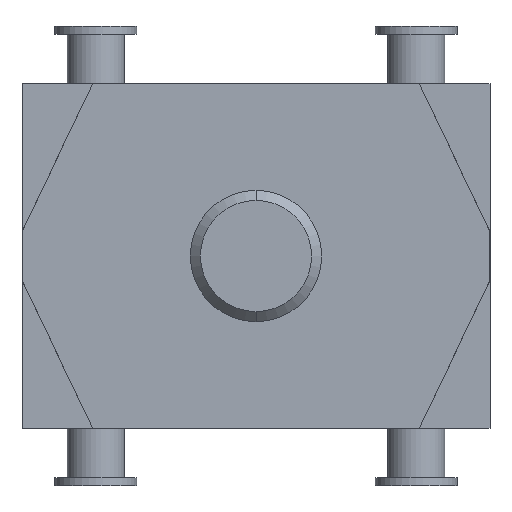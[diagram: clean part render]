
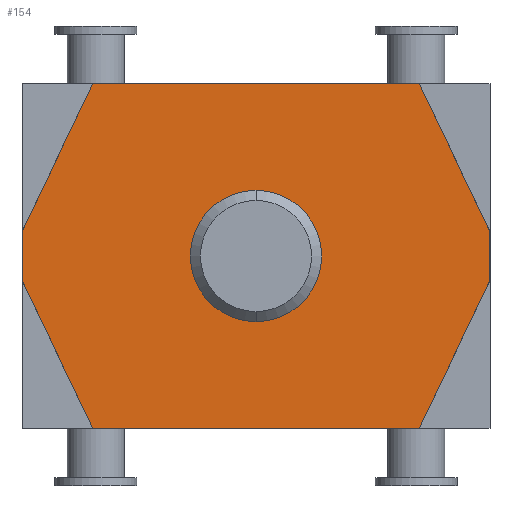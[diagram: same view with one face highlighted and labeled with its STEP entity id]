
A CAD part, front view. The second image highlights one B-rep face of the part: STEP entity #154.
In plain terms, the highlighted planar face has unit normal (0, -1, 0).
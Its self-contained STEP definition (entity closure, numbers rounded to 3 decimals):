
#154 = ADVANCED_FACE( '', ( #337, #338 ), #339, .F. );
#337 = FACE_BOUND( '', #547, .T. );
#338 = FACE_OUTER_BOUND( '', #548, .T. );
#339 = PLANE( '', #549 );
#547 = EDGE_LOOP( '', ( #1153, #1154 ) );
#548 = EDGE_LOOP( '', ( #1155, #1156, #1157, #1158, #1159, #1160, #1161, #1162 ) );
#549 = AXIS2_PLACEMENT_3D( '', #1163, #1164, #1165 );
#1153 = ORIENTED_EDGE( '', *, *, #1382, .T. );
#1154 = ORIENTED_EDGE( '', *, *, #1381, .T. );
#1155 = ORIENTED_EDGE( '', *, *, #1498, .F. );
#1156 = ORIENTED_EDGE( '', *, *, #1531, .F. );
#1157 = ORIENTED_EDGE( '', *, *, #1528, .F. );
#1158 = ORIENTED_EDGE( '', *, *, #1525, .F. );
#1159 = ORIENTED_EDGE( '', *, *, #1522, .F. );
#1160 = ORIENTED_EDGE( '', *, *, #1482, .F. );
#1161 = ORIENTED_EDGE( '', *, *, #1487, .F. );
#1162 = ORIENTED_EDGE( '', *, *, #1474, .F. );
#1163 = CARTESIAN_POINT( '', ( 0., -9., 0. ) );
#1164 = DIRECTION( '', ( 0., 1., 0. ) );
#1165 = DIRECTION( '', ( 0., 0., 1. ) );
#1381 = EDGE_CURVE( '', #1650, #1652, #1654, .T. );
#1382 = EDGE_CURVE( '', #1652, #1650, #1655, .T. );
#1474 = EDGE_CURVE( '', #1798, #1800, #1801, .T. );
#1482 = EDGE_CURVE( '', #1814, #1816, #1817, .T. );
#1487 = EDGE_CURVE( '', #1800, #1814, #1823, .T. );
#1498 = EDGE_CURVE( '', #1840, #1798, #1842, .T. );
#1522 = EDGE_CURVE( '', #1816, #1880, #1881, .T. );
#1525 = EDGE_CURVE( '', #1880, #1885, #1886, .T. );
#1528 = EDGE_CURVE( '', #1885, #1890, #1891, .T. );
#1531 = EDGE_CURVE( '', #1890, #1840, #1894, .T. );
#1650 = VERTEX_POINT( '', #2048 );
#1652 = VERTEX_POINT( '', #2051 );
#1654 = CIRCLE( '', #2054, 8. );
#1655 = CIRCLE( '', #2055, 8. );
#1798 = VERTEX_POINT( '', #2262 );
#1800 = VERTEX_POINT( '', #2265 );
#1801 = LINE( '', #2266, #2267 );
#1814 = VERTEX_POINT( '', #2286 );
#1816 = VERTEX_POINT( '', #2289 );
#1817 = LINE( '', #2290, #2291 );
#1823 = LINE( '', #2301, #2302 );
#1840 = VERTEX_POINT( '', #2328 );
#1842 = LINE( '', #2331, #2332 );
#1880 = VERTEX_POINT( '', #2393 );
#1881 = LINE( '', #2394, #2395 );
#1885 = VERTEX_POINT( '', #2401 );
#1886 = LINE( '', #2402, #2403 );
#1890 = VERTEX_POINT( '', #2409 );
#1891 = LINE( '', #2410, #2411 );
#1894 = LINE( '', #2416, #2417 );
#2048 = CARTESIAN_POINT( '', ( 0., -9., -8. ) );
#2051 = CARTESIAN_POINT( '', ( 0., -9., 8. ) );
#2054 = AXIS2_PLACEMENT_3D( '', #2588, #2589, #2590 );
#2055 = AXIS2_PLACEMENT_3D( '', #2591, #2592, #2593 );
#2262 = CARTESIAN_POINT( '', ( 19.865, -9., 20.99 ) );
#2265 = CARTESIAN_POINT( '', ( 28.49, -9., 3. ) );
#2266 = CARTESIAN_POINT( '', ( 19.865, -9., 20.99 ) );
#2267 = VECTOR( '', #2737, 1. );
#2286 = CARTESIAN_POINT( '', ( 28.49, -9., -3. ) );
#2289 = CARTESIAN_POINT( '', ( 19.865, -9., -20.99 ) );
#2290 = CARTESIAN_POINT( '', ( 28.49, -9., -3. ) );
#2291 = VECTOR( '', #2745, 1. );
#2301 = CARTESIAN_POINT( '', ( 28.49, -9., 3. ) );
#2302 = VECTOR( '', #2750, 1. );
#2328 = CARTESIAN_POINT( '', ( -19.865, -9., 20.99 ) );
#2331 = CARTESIAN_POINT( '', ( -19.865, -9., 20.99 ) );
#2332 = VECTOR( '', #2761, 1. );
#2393 = CARTESIAN_POINT( '', ( -19.865, -9., -20.99 ) );
#2394 = CARTESIAN_POINT( '', ( 19.865, -9., -20.99 ) );
#2395 = VECTOR( '', #2785, 1. );
#2401 = CARTESIAN_POINT( '', ( -28.49, -9., -3. ) );
#2402 = CARTESIAN_POINT( '', ( -19.865, -9., -20.99 ) );
#2403 = VECTOR( '', #2788, 1. );
#2409 = CARTESIAN_POINT( '', ( -28.49, -9., 3. ) );
#2410 = CARTESIAN_POINT( '', ( -28.49, -9., -3. ) );
#2411 = VECTOR( '', #2791, 1. );
#2416 = CARTESIAN_POINT( '', ( -28.49, -9., 3. ) );
#2417 = VECTOR( '', #2794, 1. );
#2588 = CARTESIAN_POINT( '', ( 0., -9., 0. ) );
#2589 = DIRECTION( '', ( 0., 1., 0. ) );
#2590 = DIRECTION( '', ( 0., 0., -1. ) );
#2591 = CARTESIAN_POINT( '', ( 0., -9., 0. ) );
#2592 = DIRECTION( '', ( 0., 1., 0. ) );
#2593 = DIRECTION( '', ( 0., 0., -1. ) );
#2737 = DIRECTION( '', ( 0.432, 0., -0.902 ) );
#2745 = DIRECTION( '', ( -0.432, 0., -0.902 ) );
#2750 = DIRECTION( '', ( 0., 0., -1. ) );
#2761 = DIRECTION( '', ( 1., 0., 0. ) );
#2785 = DIRECTION( '', ( -1., 0., 0. ) );
#2788 = DIRECTION( '', ( -0.432, 0., 0.902 ) );
#2791 = DIRECTION( '', ( 0., 0., 1. ) );
#2794 = DIRECTION( '', ( 0.432, 0., 0.902 ) );
